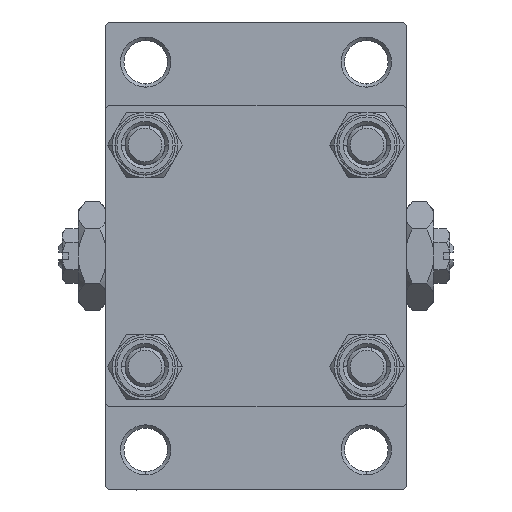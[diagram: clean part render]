
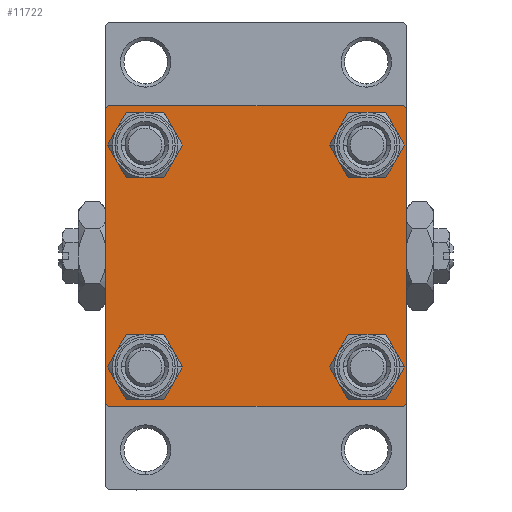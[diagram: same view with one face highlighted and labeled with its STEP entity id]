
A CAD part, left-side view. The second image highlights one B-rep face of the part: STEP entity #11722.
In plain terms, the highlighted planar face has unit normal (-1, 0, 0).
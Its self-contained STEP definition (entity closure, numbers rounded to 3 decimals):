
#32 = ORIENTED_EDGE ( 'NONE', *, *, #37447, .T. ) ;
#414 = CARTESIAN_POINT ( 'NONE',  ( 0., 22.5, 22.5 ) ) ;
#420 = PLANE ( 'NONE',  #28448 ) ;
#713 = DIRECTION ( 'NONE',  ( 1., 0., 0. ) ) ;
#873 = AXIS2_PLACEMENT_3D ( 'NONE', #26041, #713, #22100 ) ;
#897 = EDGE_CURVE ( 'NONE', #34960, #42293, #15032, .T. ) ;
#2050 = LINE ( 'NONE', #28578, #6215 ) ;
#2921 = ORIENTED_EDGE ( 'NONE', *, *, #38621, .T. ) ;
#3644 = EDGE_CURVE ( 'NONE', #31301, #47738, #41619, .T. ) ;
#3837 = CIRCLE ( 'NONE', #34396, 3.5 ) ;
#3913 = CARTESIAN_POINT ( 'NONE',  ( 0., 22.5, -22. ) ) ;
#4191 = EDGE_CURVE ( 'NONE', #14495, #47550, #36102, .T. ) ;
#4430 = ORIENTED_EDGE ( 'NONE', *, *, #40674, .F. ) ;
#4994 = DIRECTION ( 'NONE',  ( 0., 0., 1. ) ) ;
#5006 = CARTESIAN_POINT ( 'NONE',  ( 0., -22.25, 22.25 ) ) ;
#5202 = CARTESIAN_POINT ( 'NONE',  ( 0., -16.6, -16.6 ) ) ;
#5717 = CARTESIAN_POINT ( 'NONE',  ( 0., 22., -22.5 ) ) ;
#5857 = VERTEX_POINT ( 'NONE', #19269 ) ;
#5947 = CARTESIAN_POINT ( 'NONE',  ( 0., -16.6, 16.6 ) ) ;
#6113 = VERTEX_POINT ( 'NONE', #19216 ) ;
#6215 = VECTOR ( 'NONE', #13341, 1000. ) ;
#7626 = CARTESIAN_POINT ( 'NONE',  ( 0., 16.6, 16.6 ) ) ;
#7897 = DIRECTION ( 'NONE',  ( 0., 0., -1. ) ) ;
#8490 = FACE_BOUND ( 'NONE', #46474, .T. ) ;
#8547 = VECTOR ( 'NONE', #47020, 1000. ) ;
#9138 = CARTESIAN_POINT ( 'NONE',  ( 0., -16.6, 16.6 ) ) ;
#9291 = CARTESIAN_POINT ( 'NONE',  ( 0., -16.6, -16.6 ) ) ;
#9355 = EDGE_CURVE ( 'NONE', #47550, #14495, #37752, .T. ) ;
#11135 = EDGE_CURVE ( 'NONE', #31865, #17117, #12115, .T. ) ;
#11323 = CARTESIAN_POINT ( 'NONE',  ( 0., 22.5, -22.5 ) ) ;
#11338 = CARTESIAN_POINT ( 'NONE',  ( 0., 22.5, 22.5 ) ) ;
#11490 = CARTESIAN_POINT ( 'NONE',  ( 0., -22.5, 22. ) ) ;
#11722 = ADVANCED_FACE ( 'NONE', ( #19798, #11943, #8490, #16117, #26690 ), #420, .T. ) ;
#11943 = FACE_BOUND ( 'NONE', #41932, .T. ) ;
#12115 = LINE ( 'NONE', #5006, #38595 ) ;
#12581 = CARTESIAN_POINT ( 'NONE',  ( 0., 22.25, 22.25 ) ) ;
#13143 = VECTOR ( 'NONE', #26927, 1000. ) ;
#13341 = DIRECTION ( 'NONE',  ( 0., -0.707, 0.707 ) ) ;
#13520 = CARTESIAN_POINT ( 'NONE',  ( 0., 16.6, -20.1 ) ) ;
#14092 = VERTEX_POINT ( 'NONE', #28804 ) ;
#14308 = ORIENTED_EDGE ( 'NONE', *, *, #897, .T. ) ;
#14495 = VERTEX_POINT ( 'NONE', #13520 ) ;
#15032 = LINE ( 'NONE', #11338, #38353 ) ;
#15382 = CARTESIAN_POINT ( 'NONE',  ( 0., 0., 0. ) ) ;
#16059 = EDGE_CURVE ( 'NONE', #39113, #5857, #40335, .T. ) ;
#16117 = FACE_BOUND ( 'NONE', #24930, .T. ) ;
#16193 = DIRECTION ( 'NONE',  ( 1., 0., 0. ) ) ;
#16244 = VECTOR ( 'NONE', #34930, 1000. ) ;
#16494 = DIRECTION ( 'NONE',  ( 0., -0.707, -0.707 ) ) ;
#17117 = VERTEX_POINT ( 'NONE', #46306 ) ;
#17253 = CARTESIAN_POINT ( 'NONE',  ( 0., -22.5, -22. ) ) ;
#19216 = CARTESIAN_POINT ( 'NONE',  ( 0., -16.6, -20.1 ) ) ;
#19269 = CARTESIAN_POINT ( 'NONE',  ( 0., -22., -22.5 ) ) ;
#19312 = DIRECTION ( 'NONE',  ( 0., 0., 1. ) ) ;
#19440 = ORIENTED_EDGE ( 'NONE', *, *, #26329, .T. ) ;
#19533 = AXIS2_PLACEMENT_3D ( 'NONE', #36836, #37569, #30204 ) ;
#19798 = FACE_BOUND ( 'NONE', #34145, .T. ) ;
#20437 = LINE ( 'NONE', #12581, #16244 ) ;
#20919 = DIRECTION ( 'NONE',  ( 0., 0., 1. ) ) ;
#21148 = CARTESIAN_POINT ( 'NONE',  ( 0., 22.25, -22.25 ) ) ;
#21192 = ORIENTED_EDGE ( 'NONE', *, *, #4191, .T. ) ;
#21925 = VERTEX_POINT ( 'NONE', #44709 ) ;
#22100 = DIRECTION ( 'NONE',  ( 0., 0., 1. ) ) ;
#22784 = AXIS2_PLACEMENT_3D ( 'NONE', #9138, #26858, #4994 ) ;
#23664 = DIRECTION ( 'NONE',  ( 0., 0.707, 0.707 ) ) ;
#24095 = DIRECTION ( 'NONE',  ( 1., 0., 0. ) ) ;
#24521 = ORIENTED_EDGE ( 'NONE', *, *, #33351, .T. ) ;
#24736 = CARTESIAN_POINT ( 'NONE',  ( 0., 22.5, 22. ) ) ;
#24930 = EDGE_LOOP ( 'NONE', ( #19440, #32 ) ) ;
#25817 = DIRECTION ( 'NONE',  ( 1., 0., 0. ) ) ;
#26041 = CARTESIAN_POINT ( 'NONE',  ( 0., 16.6, -16.6 ) ) ;
#26329 = EDGE_CURVE ( 'NONE', #27942, #21925, #29404, .T. ) ;
#26690 = FACE_OUTER_BOUND ( 'NONE', #35172, .T. ) ;
#26858 = DIRECTION ( 'NONE',  ( 1., 0., 0. ) ) ;
#26927 = DIRECTION ( 'NONE',  ( 0., -1., 0. ) ) ;
#27650 = CARTESIAN_POINT ( 'NONE',  ( 0., -16.6, 20.1 ) ) ;
#27865 = CARTESIAN_POINT ( 'NONE',  ( 0., -16.6, 13.1 ) ) ;
#27942 = VERTEX_POINT ( 'NONE', #35635 ) ;
#27993 = CIRCLE ( 'NONE', #40550, 3.5 ) ;
#28448 = AXIS2_PLACEMENT_3D ( 'NONE', #15382, #31086, #19312 ) ;
#28578 = CARTESIAN_POINT ( 'NONE',  ( 0., -22.25, -22.25 ) ) ;
#28804 = CARTESIAN_POINT ( 'NONE',  ( 0., 22., 22.5 ) ) ;
#29404 = CIRCLE ( 'NONE', #34859, 3.5 ) ;
#30204 = DIRECTION ( 'NONE',  ( 0., 0., 1. ) ) ;
#31086 = DIRECTION ( 'NONE',  ( -1., 0., 0. ) ) ;
#31301 = VERTEX_POINT ( 'NONE', #27865 ) ;
#31469 = CARTESIAN_POINT ( 'NONE',  ( 0., -16.6, -13.1 ) ) ;
#31865 = VERTEX_POINT ( 'NONE', #11490 ) ;
#31981 = AXIS2_PLACEMENT_3D ( 'NONE', #9291, #16193, #39526 ) ;
#32408 = EDGE_CURVE ( 'NONE', #14092, #34960, #20437, .T. ) ;
#32417 = CARTESIAN_POINT ( 'NONE',  ( 0., 16.6, -16.6 ) ) ;
#32459 = EDGE_CURVE ( 'NONE', #47738, #31301, #27993, .T. ) ;
#32491 = CARTESIAN_POINT ( 'NONE',  ( 0., -22.5, 22.5 ) ) ;
#33153 = ORIENTED_EDGE ( 'NONE', *, *, #44071, .T. ) ;
#33351 = EDGE_CURVE ( 'NONE', #42293, #39113, #43279, .T. ) ;
#33735 = EDGE_CURVE ( 'NONE', #44394, #6113, #46911, .T. ) ;
#34018 = ORIENTED_EDGE ( 'NONE', *, *, #44066, .F. ) ;
#34145 = EDGE_LOOP ( 'NONE', ( #43824, #36210 ) ) ;
#34381 = ORIENTED_EDGE ( 'NONE', *, *, #9355, .T. ) ;
#34396 = AXIS2_PLACEMENT_3D ( 'NONE', #5202, #24095, #47878 ) ;
#34532 = ORIENTED_EDGE ( 'NONE', *, *, #11135, .T. ) ;
#34859 = AXIS2_PLACEMENT_3D ( 'NONE', #7626, #25817, #40808 ) ;
#34930 = DIRECTION ( 'NONE',  ( 0., 0.707, -0.707 ) ) ;
#34960 = VERTEX_POINT ( 'NONE', #24736 ) ;
#35170 = DIRECTION ( 'NONE',  ( 1., 0., 0. ) ) ;
#35172 = EDGE_LOOP ( 'NONE', ( #14308, #24521, #39862, #33153, #34018, #34532, #4430, #48500 ) ) ;
#35366 = DIRECTION ( 'NONE',  ( 1., 0., 0. ) ) ;
#35635 = CARTESIAN_POINT ( 'NONE',  ( 0., 16.6, 20.1 ) ) ;
#36102 = CIRCLE ( 'NONE', #42392, 3.5 ) ;
#36210 = ORIENTED_EDGE ( 'NONE', *, *, #3644, .T. ) ;
#36788 = CIRCLE ( 'NONE', #19533, 3.5 ) ;
#36836 = CARTESIAN_POINT ( 'NONE',  ( 0., 16.6, 16.6 ) ) ;
#37447 = EDGE_CURVE ( 'NONE', #21925, #27942, #36788, .T. ) ;
#37569 = DIRECTION ( 'NONE',  ( 1., 0., 0. ) ) ;
#37752 = CIRCLE ( 'NONE', #873, 3.5 ) ;
#37792 = VECTOR ( 'NONE', #44749, 1000. ) ;
#38353 = VECTOR ( 'NONE', #7897, 1000. ) ;
#38595 = VECTOR ( 'NONE', #23664, 1000. ) ;
#38621 = EDGE_CURVE ( 'NONE', #6113, #44394, #3837, .T. ) ;
#39113 = VERTEX_POINT ( 'NONE', #5717 ) ;
#39392 = LINE ( 'NONE', #32491, #8547 ) ;
#39526 = DIRECTION ( 'NONE',  ( 0., 0., 1. ) ) ;
#39862 = ORIENTED_EDGE ( 'NONE', *, *, #16059, .T. ) ;
#40042 = ORIENTED_EDGE ( 'NONE', *, *, #33735, .T. ) ;
#40335 = LINE ( 'NONE', #11323, #37792 ) ;
#40550 = AXIS2_PLACEMENT_3D ( 'NONE', #5947, #35170, #20919 ) ;
#40585 = VECTOR ( 'NONE', #16494, 1000. ) ;
#40674 = EDGE_CURVE ( 'NONE', #14092, #17117, #41673, .T. ) ;
#40808 = DIRECTION ( 'NONE',  ( 0., 0., 1. ) ) ;
#41619 = CIRCLE ( 'NONE', #22784, 3.5 ) ;
#41673 = LINE ( 'NONE', #414, #13143 ) ;
#41932 = EDGE_LOOP ( 'NONE', ( #40042, #2921 ) ) ;
#42293 = VERTEX_POINT ( 'NONE', #3913 ) ;
#42392 = AXIS2_PLACEMENT_3D ( 'NONE', #32417, #35366, #47187 ) ;
#43279 = LINE ( 'NONE', #21148, #40585 ) ;
#43824 = ORIENTED_EDGE ( 'NONE', *, *, #32459, .T. ) ;
#44066 = EDGE_CURVE ( 'NONE', #31865, #48339, #39392, .T. ) ;
#44071 = EDGE_CURVE ( 'NONE', #5857, #48339, #2050, .T. ) ;
#44394 = VERTEX_POINT ( 'NONE', #31469 ) ;
#44709 = CARTESIAN_POINT ( 'NONE',  ( 0., 16.6, 13.1 ) ) ;
#44749 = DIRECTION ( 'NONE',  ( 0., -1., 0. ) ) ;
#46306 = CARTESIAN_POINT ( 'NONE',  ( 0., -22., 22.5 ) ) ;
#46469 = CARTESIAN_POINT ( 'NONE',  ( 0., 16.6, -13.1 ) ) ;
#46474 = EDGE_LOOP ( 'NONE', ( #34381, #21192 ) ) ;
#46911 = CIRCLE ( 'NONE', #31981, 3.5 ) ;
#47020 = DIRECTION ( 'NONE',  ( 0., 0., -1. ) ) ;
#47187 = DIRECTION ( 'NONE',  ( 0., 0., 1. ) ) ;
#47550 = VERTEX_POINT ( 'NONE', #46469 ) ;
#47738 = VERTEX_POINT ( 'NONE', #27650 ) ;
#47878 = DIRECTION ( 'NONE',  ( 0., 0., 1. ) ) ;
#48339 = VERTEX_POINT ( 'NONE', #17253 ) ;
#48500 = ORIENTED_EDGE ( 'NONE', *, *, #32408, .T. ) ;
